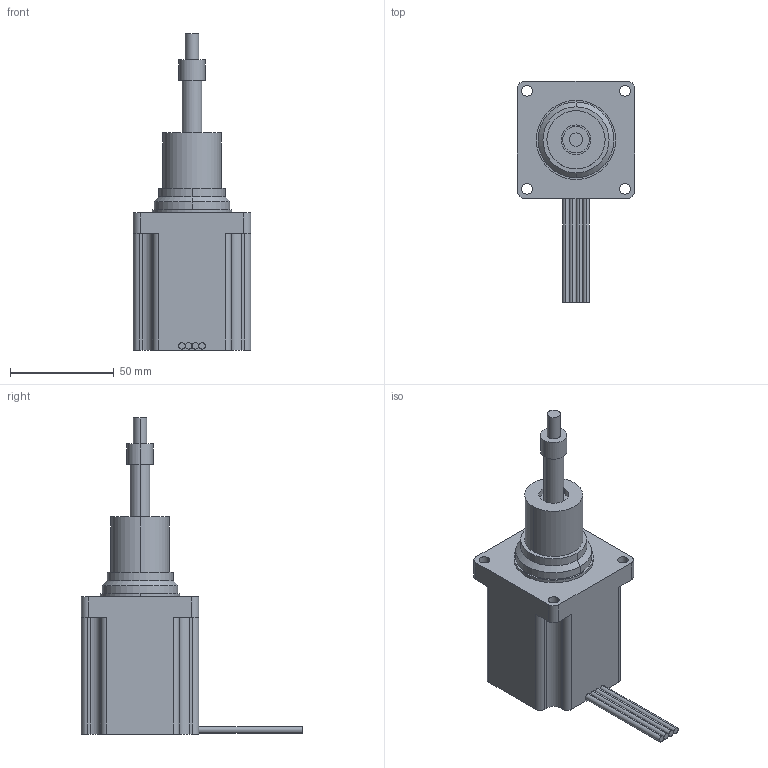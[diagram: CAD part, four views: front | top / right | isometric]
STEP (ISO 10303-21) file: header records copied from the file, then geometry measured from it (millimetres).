
FILE_DESCRIPTION (( 'STEP AP214' ), '1' );
FILE_NAME ('603A99C3-2743-44D7-AA0D-D6C1E858FA3D.STEP', '2023-11-06T01:37:55', ( '' ), ( '' ), 'SwSTEP 2.0', 'SolidWorks 2022', '' );
FILE_SCHEMA (( 'AUTOMOTIVE_DESIGN' ));
Length unit declared in the file: millimetre
Products named in the file (1): 603A99C3-2743-44D7-AA0D-D6C1E858FA3D
Bounding box: 56.4 x 106.4 x 152.03 mm (x, y, z)
Volume: 214833.4 mm3; surface area: 30868.1 mm2
Topology: 2 solids, 2 shells, 85 faces, 206 edges, 136 vertices
Faces by surface type: cylinder 52, plane 31, cone 2
Entity records: 3519 total; most frequent: DIRECTION 482, CARTESIAN_POINT 428, ORIENTED_EDGE 412, EDGE_CURVE 206, AXIS2_PLACEMENT_3D 190, VERTEX_POINT 136, EDGE_LOOP 106, CIRCLE 104
